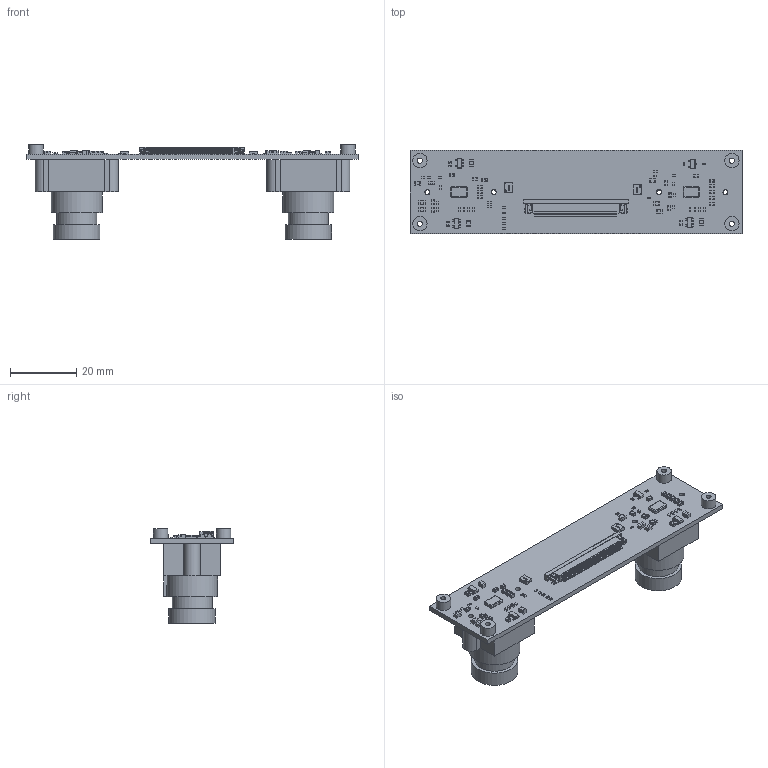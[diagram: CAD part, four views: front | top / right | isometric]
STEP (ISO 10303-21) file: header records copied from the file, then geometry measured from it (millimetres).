
FILE_DESCRIPTION(('KiCad electronic assembly'),'2;1');
FILE_NAME('ov9281-dual-camera-board.step','2025-11-18T15:49:01',( 'Pcbnew'),('Kicad'),'Open CASCADE STEP processor 7.8', 'KiCad to STEP converter','Unknown');
FILE_SCHEMA(('AUTOMOTIVE_DESIGN { 1 0 10303 214 1 1 1 1 }'));
Length unit declared in the file: millimetre
Products named in the file (25): ov9281-dual-camera-board 1; WE_68715014522; 6871xx14522_PIN; 6871xx14522_Patte; 6871xx14522_Patte_2; 68715014522_CAP; 68715014522; R_0402_1005Metric; DHVQFN-14-1EP_2.5x3mm; L_0805_2012Metric; term1; term2; body; C_0603_1608Metric; C_0402_1005Metric; C_0805_2012Metric; sot23-3; 9774030243R; Oscillator_SMD_TXC_7C_5x3.2x1.2mm; sot23-5; OV9281_sensor; Assembled_Lens; Holder v3; LENS v2; ov9281-dual-camera-board_PCB
Assembly tree (137 placements, depth 3):
  ov9281-dual-camera-board 1
    WE_68715014522
      6871xx14522_PIN  x50
      6871xx14522_Patte
      6871xx14522_Patte_2
      68715014522_CAP
      68715014522
    R_0402_1005Metric  x18
    DHVQFN-14-1EP_2.5x3mm  x2
    L_0805_2012Metric  x6
      term1
      term2
      body
    C_0603_1608Metric  x21
    C_0402_1005Metric  x12
    C_0805_2012Metric  x3
    sot23-3
    9774030243R  x4
    Oscillator_SMD_TXC_7C_5x3.2x1.2mm  x2
    sot23-5  x3
    OV9281_sensor  x2
    Assembled_Lens  x2
      Holder v3
      LENS v2
    ov9281-dual-camera-board_PCB
Bounding box: 100 x 25 x 28.58 mm (x, y, z)
Volume: 10534.1 mm3; surface area: 14589.4 mm2
Topology: 155 solids, 155 shells, 5864 faces, 15804 edges, 9792 vertices
Faces by surface type: plane 4235, cylinder 1143, bspline 372, sphere 106, cone 8
Full cylindrical faces by diameter (mm): 0.7 x2, 1.4 x4, 1.5 x4, 1.567 x4, 2.8 x4, 3 x4, 4.35 x4, 5.6 x2, 11.459 x2, 12 x2, 14 x2, 15.35 x2
Entity records: 81574 total; most frequent: CARTESIAN_POINT 15460, ORIENTED_EDGE 12148, DIRECTION 10871, EDGE_CURVE 6074, LINE 5353, VECTOR 5353, VERTEX_POINT 3942, AXIS2_PLACEMENT_3D 2759
